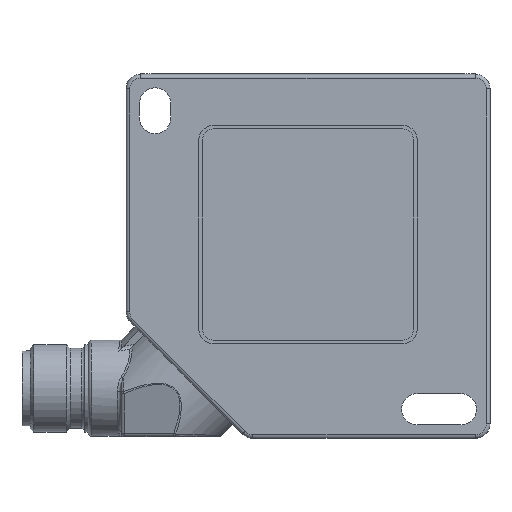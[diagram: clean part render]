
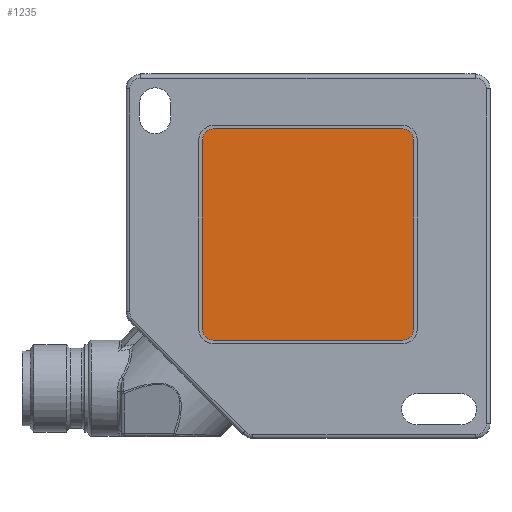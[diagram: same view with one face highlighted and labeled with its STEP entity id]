
A CAD part, left-side view. The second image highlights one B-rep face of the part: STEP entity #1235.
In plain terms, the highlighted planar face has unit normal (-1, 0, 0).
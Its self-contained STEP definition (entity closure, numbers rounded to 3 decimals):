
#1235 = ADVANCED_FACE( '', ( #2666 ), #2667, .T. );
#2666 = FACE_OUTER_BOUND( '', #5513, .T. );
#2667 = PLANE( '', #5514 );
#5513 = EDGE_LOOP( '', ( #9605, #9606, #9607, #9608, #9609, #9610, #9611, #9612 ) );
#5514 = AXIS2_PLACEMENT_3D( '', #9613, #9614, #9615 );
#9605 = ORIENTED_EDGE( '', *, *, #12245, .T. );
#9606 = ORIENTED_EDGE( '', *, *, #11522, .T. );
#9607 = ORIENTED_EDGE( '', *, *, #12218, .T. );
#9608 = ORIENTED_EDGE( '', *, *, #11927, .T. );
#9609 = ORIENTED_EDGE( '', *, *, #12263, .T. );
#9610 = ORIENTED_EDGE( '', *, *, #11688, .T. );
#9611 = ORIENTED_EDGE( '', *, *, #12109, .T. );
#9612 = ORIENTED_EDGE( '', *, *, #12264, .T. );
#9613 = CARTESIAN_POINT( '', ( -10., -13., -10. ) );
#9614 = DIRECTION( '', ( -1., 0., 0. ) );
#9615 = DIRECTION( '', ( 0., 0., 1. ) );
#11522 = EDGE_CURVE( '', #13746, #13744, #13747, .T. );
#11688 = EDGE_CURVE( '', #13978, #13976, #13979, .T. );
#11927 = EDGE_CURVE( '', #14308, #14306, #14309, .T. );
#12109 = EDGE_CURVE( '', #13976, #14542, #14544, .T. );
#12218 = EDGE_CURVE( '', #13744, #14308, #14673, .T. );
#12245 = EDGE_CURVE( '', #14703, #13746, #14704, .T. );
#12263 = EDGE_CURVE( '', #14306, #13978, #14723, .T. );
#12264 = EDGE_CURVE( '', #14542, #14703, #14724, .T. );
#13744 = VERTEX_POINT( '', #17174 );
#13746 = VERTEX_POINT( '', #17177 );
#13747 = LINE( '', #17178, #17179 );
#13976 = VERTEX_POINT( '', #17605 );
#13978 = VERTEX_POINT( '', #17608 );
#13979 = LINE( '', #17609, #17610 );
#14306 = VERTEX_POINT( '', #18196 );
#14308 = VERTEX_POINT( '', #18199 );
#14309 = LINE( '', #18200, #18201 );
#14542 = VERTEX_POINT( '', #18697 );
#14544 = CIRCLE( '', #18700, 1.5 );
#14673 = CIRCLE( '', #18903, 1.5 );
#14703 = VERTEX_POINT( '', #19005 );
#14704 = CIRCLE( '', #19006, 1.5 );
#14723 = CIRCLE( '', #19033, 1.5 );
#14724 = LINE( '', #19034, #19035 );
#17174 = CARTESIAN_POINT( '', ( -10., -14.5, 16. ) );
#17177 = CARTESIAN_POINT( '', ( -10., -14.5, -10. ) );
#17178 = CARTESIAN_POINT( '', ( -10., -14.5, -10. ) );
#17179 = VECTOR( '', #20301, 1000. );
#17605 = CARTESIAN_POINT( '', ( -10., 14.5, -10. ) );
#17608 = CARTESIAN_POINT( '', ( -10., 14.5, 16. ) );
#17609 = CARTESIAN_POINT( '', ( -10., 14.5, 16. ) );
#17610 = VECTOR( '', #20467, 1000. );
#18196 = CARTESIAN_POINT( '', ( -10., 13., 17.5 ) );
#18199 = CARTESIAN_POINT( '', ( -10., -13., 17.5 ) );
#18200 = CARTESIAN_POINT( '', ( -10., -13., 17.5 ) );
#18201 = VECTOR( '', #20714, 1000. );
#18697 = CARTESIAN_POINT( '', ( -10., 13., -11.5 ) );
#18700 = AXIS2_PLACEMENT_3D( '', #20902, #20903, #20904 );
#18903 = AXIS2_PLACEMENT_3D( '', #21027, #21028, #21029 );
#19005 = CARTESIAN_POINT( '', ( -10., -13., -11.5 ) );
#19006 = AXIS2_PLACEMENT_3D( '', #21050, #21051, #21052 );
#19033 = AXIS2_PLACEMENT_3D( '', #21064, #21065, #21066 );
#19034 = CARTESIAN_POINT( '', ( -10., 13., -11.5 ) );
#19035 = VECTOR( '', #21067, 1000. );
#20301 = DIRECTION( '', ( 0., 0., 1. ) );
#20467 = DIRECTION( '', ( 0., 0., -1. ) );
#20714 = DIRECTION( '', ( 0., 1., 0. ) );
#20902 = CARTESIAN_POINT( '', ( -10., 13., -10. ) );
#20903 = DIRECTION( '', ( -1., 0., 0. ) );
#20904 = DIRECTION( '', ( 0., 0., 1. ) );
#21027 = CARTESIAN_POINT( '', ( -10., -13., 16. ) );
#21028 = DIRECTION( '', ( -1., 0., 0. ) );
#21029 = DIRECTION( '', ( 0., 0., -1. ) );
#21050 = CARTESIAN_POINT( '', ( -10., -13., -10. ) );
#21051 = DIRECTION( '', ( -1., 0., 0. ) );
#21052 = DIRECTION( '', ( 0., 0., 1. ) );
#21064 = CARTESIAN_POINT( '', ( -10., 13., 16. ) );
#21065 = DIRECTION( '', ( -1., 0., 0. ) );
#21066 = DIRECTION( '', ( 0., 0., -1. ) );
#21067 = DIRECTION( '', ( 0., -1., 0. ) );
